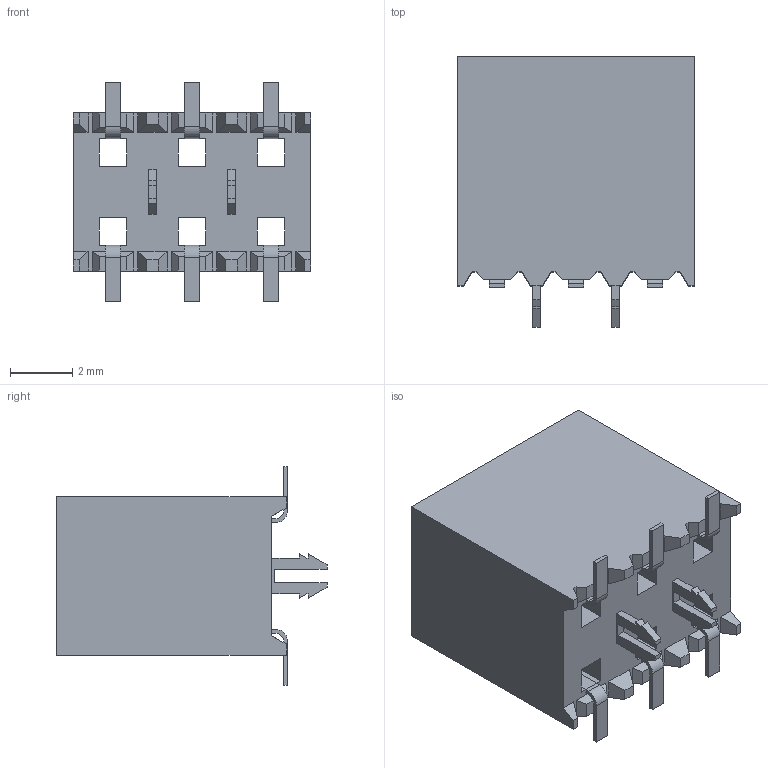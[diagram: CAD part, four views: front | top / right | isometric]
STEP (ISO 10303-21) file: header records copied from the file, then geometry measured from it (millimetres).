
FILE_DESCRIPTION( ( 'STEP AP214' ), ' ' );
FILE_NAME( 'SSM-103-F-DV-LC.stp', '2018-05-31T23:51:55', ( '' ), ( '' ), ' ', 'PARTsolutions', ' ' );
FILE_SCHEMA( ( 'AUTOMOTIVE_DESIGN { 1 0 10303 214 1 1 1 1 }' ) );
Length unit declared in the file: inch
Products named in the file (3): SSM-103-F-DV-LC; _SSM-103-F-DV-LC_body; _C-137-013
Assembly tree (2 placements, depth 2):
  SSM-103-F-DV-LC
    _SSM-103-F-DV-LC_body
    _C-137-013
Bounding box: 7.62 x 8.69 x 7.04 mm (x, y, z)
Volume: 236.6 mm3; surface area: 464.3 mm2
Topology: 2 solids, 2 shells, 187 faces, 540 edges, 360 vertices
Faces by surface type: plane 175, cylinder 12
Entity records: 7616 total; most frequent: CARTESIAN_POINT 1090, ORIENTED_EDGE 1080, DIRECTION 944, EDGE_CURVE 540, LINE 516, VECTOR 516, VERTEX_POINT 360, AXIS2_PLACEMENT_3D 214
